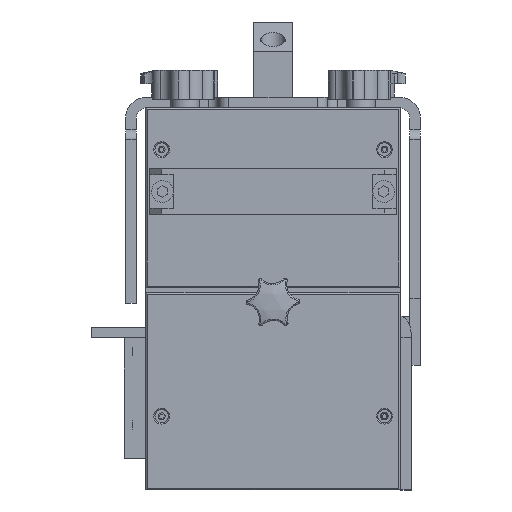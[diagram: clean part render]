
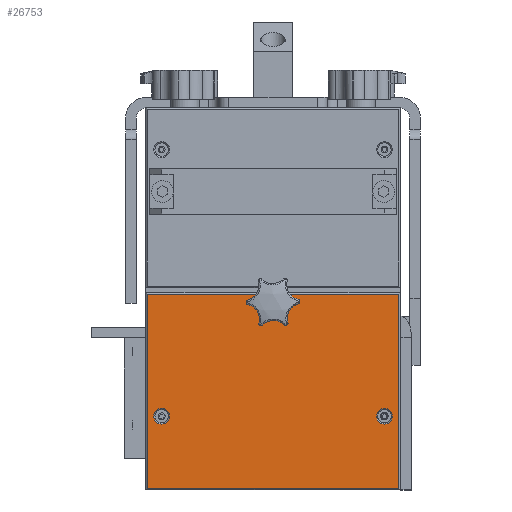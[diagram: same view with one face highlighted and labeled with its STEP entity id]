
A CAD part, left-side view. The second image highlights one B-rep face of the part: STEP entity #26753.
In plain terms, the highlighted planar face has unit normal (-1, 0, 0).
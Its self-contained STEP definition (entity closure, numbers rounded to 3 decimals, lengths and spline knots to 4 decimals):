
#733=FACE_BOUND('',#4027,.T.);
#734=FACE_BOUND('',#4028,.T.);
#1467=PLANE('',#28656);
#2318=FACE_OUTER_BOUND('',#4026,.T.);
#4026=EDGE_LOOP('',(#17490,#17491,#17492,#17493,#17494,#17495,#17496,#17497));
#4027=EDGE_LOOP('',(#17498));
#4028=EDGE_LOOP('',(#17499));
#6446=LINE('',#38708,#8473);
#6452=LINE('',#38719,#8479);
#6460=LINE('',#38740,#8487);
#6464=LINE('',#38749,#8491);
#6468=LINE('',#38756,#8495);
#6470=LINE('',#38759,#8497);
#6472=LINE('',#38762,#8499);
#8473=VECTOR('',#31328,0.3543);
#8479=VECTOR('',#31336,0.3543);
#8487=VECTOR('',#31354,2.8228);
#8491=VECTOR('',#31360,5.9055);
#8495=VECTOR('',#31366,2.8228);
#8497=VECTOR('',#31370,4.561);
#8499=VECTOR('',#31374,4.561);
#10498=CIRCLE('',#28642,0.1299);
#10501=CIRCLE('',#28657,0.185);
#10502=CIRCLE('',#28658,0.185);
#11467=VERTEX_POINT('',#38699);
#11468=VERTEX_POINT('',#38701);
#11470=VERTEX_POINT('',#38707);
#11474=VERTEX_POINT('',#38717);
#11482=VERTEX_POINT('',#38739);
#11485=VERTEX_POINT('',#38746);
#11486=VERTEX_POINT('',#38748);
#11488=VERTEX_POINT('',#38754);
#11489=VERTEX_POINT('',#38768);
#11490=VERTEX_POINT('',#38770);
#13950=EDGE_CURVE('',#11468,#11467,#10498,.T.);
#13953=EDGE_CURVE('',#11470,#11468,#6446,.T.);
#13959=EDGE_CURVE('',#11467,#11474,#6452,.T.);
#13969=EDGE_CURVE('',#11470,#11482,#6460,.T.);
#13973=EDGE_CURVE('',#11485,#11486,#6464,.T.);
#13977=EDGE_CURVE('',#11488,#11474,#6468,.T.);
#13979=EDGE_CURVE('',#11486,#11488,#6470,.T.);
#13981=EDGE_CURVE('',#11482,#11485,#6472,.T.);
#13984=EDGE_CURVE('',#11489,#11489,#10501,.T.);
#13985=EDGE_CURVE('',#11490,#11490,#10502,.T.);
#17490=ORIENTED_EDGE('',*,*,#13959,.T.);
#17491=ORIENTED_EDGE('',*,*,#13977,.F.);
#17492=ORIENTED_EDGE('',*,*,#13979,.F.);
#17493=ORIENTED_EDGE('',*,*,#13973,.F.);
#17494=ORIENTED_EDGE('',*,*,#13981,.F.);
#17495=ORIENTED_EDGE('',*,*,#13969,.F.);
#17496=ORIENTED_EDGE('',*,*,#13953,.T.);
#17497=ORIENTED_EDGE('',*,*,#13950,.T.);
#17498=ORIENTED_EDGE('',*,*,#13984,.T.);
#17499=ORIENTED_EDGE('',*,*,#13985,.T.);
#26753=ADVANCED_FACE('',(#2318,#733,#734),#1467,.T.);
#28642=AXIS2_PLACEMENT_3D('',#38702,#31322,#31323);
#28656=AXIS2_PLACEMENT_3D('',#38767,#31381,#31382);
#28657=AXIS2_PLACEMENT_3D('',#38769,#31383,#31384);
#28658=AXIS2_PLACEMENT_3D('',#38771,#31385,#31386);
#31322=DIRECTION('center_axis',(1.,0.,0.));
#31323=DIRECTION('ref_axis',(0.,-1.,0.));
#31328=DIRECTION('',(0.,0.,-1.));
#31336=DIRECTION('',(0.,0.,1.));
#31354=DIRECTION('',(0.,-1.,0.));
#31360=DIRECTION('',(0.,1.,0.));
#31366=DIRECTION('',(0.,-1.,0.));
#31370=DIRECTION('',(0.,0.,1.));
#31374=DIRECTION('',(0.,0.,-1.));
#31381=DIRECTION('center_axis',(-1.,0.,0.));
#31382=DIRECTION('ref_axis',(0.,0.,-1.));
#31383=DIRECTION('center_axis',(1.,0.,0.));
#31384=DIRECTION('ref_axis',(0.,0.,
-1.));
#31385=DIRECTION('center_axis',(1.,0.,0.));
#31386=DIRECTION('ref_axis',(0.,0.,
-1.));
#38699=CARTESIAN_POINT('',(-21.935,3.122,4.2751));
#38701=CARTESIAN_POINT('',(-21.935,2.8622,4.2751));
#38702=CARTESIAN_POINT('Origin',(-21.935,2.9921,4.2751));
#38707=CARTESIAN_POINT('',(-21.935,2.8622,4.6294));
#38708=CARTESIAN_POINT('',(-21.935,2.8622,3.312));
#38717=CARTESIAN_POINT('',(-21.935,3.122,4.6294));
#38719=CARTESIAN_POINT('',(-21.935,3.122,3.5089));
#38739=CARTESIAN_POINT('',(-21.935,0.0394,4.6294));
#38740=CARTESIAN_POINT('',(-21.935,1.4961,4.6294));
#38746=CARTESIAN_POINT('',(-21.935,0.0394,0.0684));
#38748=CARTESIAN_POINT('',(-21.935,5.9449,0.0684));
#38749=CARTESIAN_POINT('',(-21.935,4.4882,0.0684));
#38754=CARTESIAN_POINT('',(-21.935,5.9449,4.6294));
#38756=CARTESIAN_POINT('',(-21.935,1.4961,4.6294));
#38759=CARTESIAN_POINT('',(-21.935,5.9449,3.5089));
#38762=CARTESIAN_POINT('',(-21.935,0.0394,1.189));
#38767=CARTESIAN_POINT('Origin',(-21.935,2.9921,2.3489));
#38768=CARTESIAN_POINT('',(-21.935,0.374,1.5782));
#38769=CARTESIAN_POINT('Origin',(-21.935,0.374,1.7633));
#38770=CARTESIAN_POINT('',(-21.935,5.6102,1.5782));
#38771=CARTESIAN_POINT('Origin',(-21.935,5.6102,1.7633));
